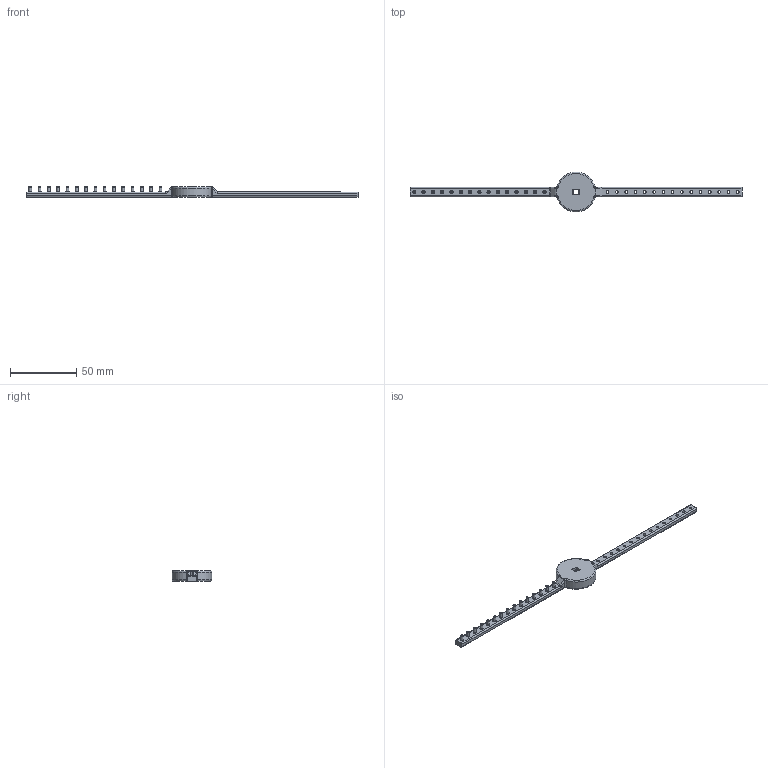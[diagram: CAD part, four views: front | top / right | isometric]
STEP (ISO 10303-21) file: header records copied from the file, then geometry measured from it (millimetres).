
FILE_DESCRIPTION (( 'STEP AP214' ), '1' );
FILE_NAME ('Heartbeat Watch v2.STEP', '2025-11-28T08:15:40', ( '' ), ( '' ), 'SwSTEP 2.0', 'SolidWorks 2025', '' );
FILE_SCHEMA (( 'AUTOMOTIVE_DESIGN' ));
Length unit declared in the file: millimetre
Products named in the file (1): Heartbeat Watch v2
Bounding box: 250 x 29.89 x 8 mm (x, y, z)
Volume: 11626.2 mm3; surface area: 7293.6 mm2
Topology: 1 solids, 1 shells, 221 faces, 499 edges, 288 vertices
Faces by surface type: cylinder 95, torus 82, plane 32, sphere 8, bspline 4
Entity records: 6284 total; most frequent: DIRECTION 1265, CARTESIAN_POINT 1075, ORIENTED_EDGE 982, AXIS2_PLACEMENT_3D 566, EDGE_CURVE 491, CIRCLE 348, VERTEX_POINT 288, EDGE_LOOP 269
